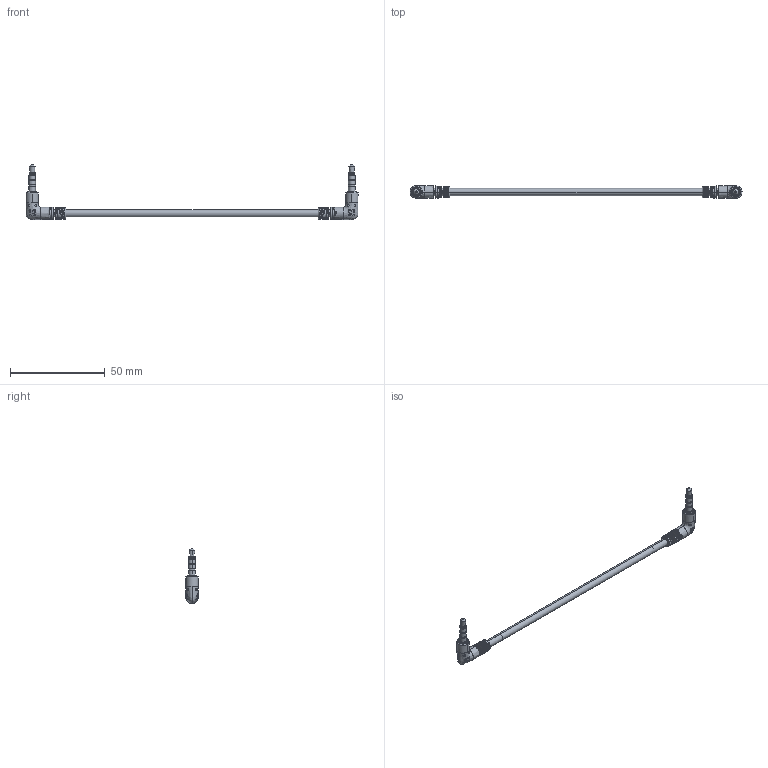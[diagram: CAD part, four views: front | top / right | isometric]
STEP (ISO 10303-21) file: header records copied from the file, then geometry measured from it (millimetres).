
FILE_DESCRIPTION (( 'STEP AP203' ), '1' );
FILE_NAME ('10-02133_revA2.STEP', '2017-05-22T15:52:31', ( '' ), ( '' ), 'SwSTEP 2.0', 'SolidWorks 2015', '' );
FILE_SCHEMA (( 'CONFIG_CONTROL_DESIGN' ));
Length unit declared in the file: millimetre
Products named in the file (4): 50-00397; 30-00179_blunt cut; 10-02133_revA2; 24-00085
Assembly tree (5 placements, depth 2):
  10-02133_revA2
    30-00179_blunt cut
    24-00085  x2
    50-00397  x2
Bounding box: 175 x 6.5 x 29 mm (x, y, z)
Volume: 3794.8 mm3; surface area: 17703 mm2
Topology: 82 solids, 82 shells, 1094 faces, 2456 edges, 1516 vertices
Faces by surface type: cylinder 414, plane 296, bspline 292, torus 52, cone 40
Entity records: 27047 total; most frequent: CARTESIAN_POINT 10448, DIRECTION 3294, ORIENTED_EDGE 3250, EDGE_CURVE 1625, AXIS2_PLACEMENT_3D 1440, VERTEX_POINT 1044, EDGE_LOOP 931, CIRCLE 816
